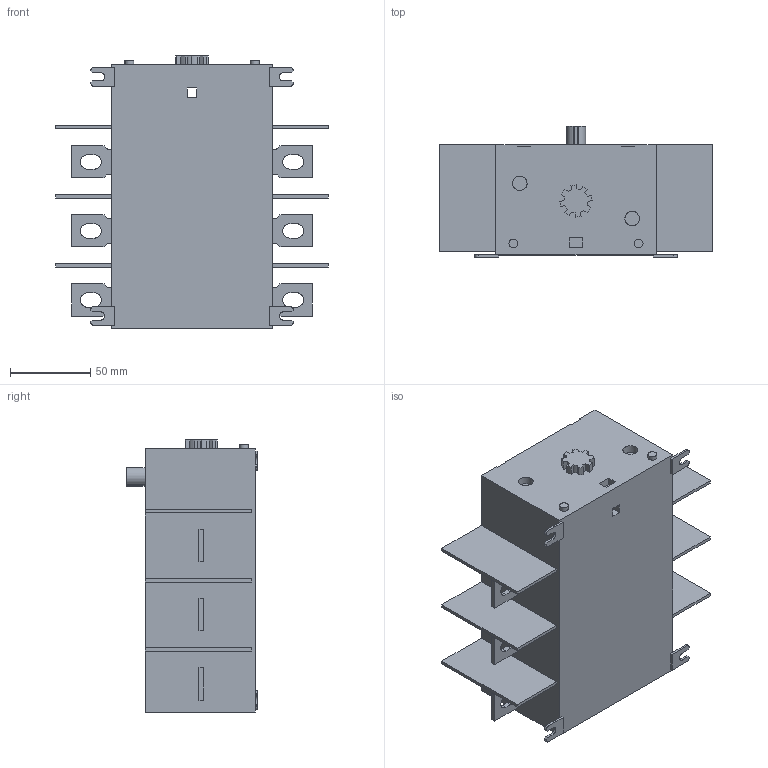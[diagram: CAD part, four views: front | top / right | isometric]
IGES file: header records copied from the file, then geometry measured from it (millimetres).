
Global section: file name: OT200U30.igs; preprocessor: I-DEAS 3D IGES Translator 11; date: 20110719.130218; units: millimetre
Bounding box: 170 x 81.5 x 169.5 mm (x, y, z)
Volume: 1154500.4 mm3; surface area: 109729.8 mm2
Topology: 1 solids, 1 shells, 316 faces, 922 edges, 681 vertices
Faces by surface type: bspline 316
